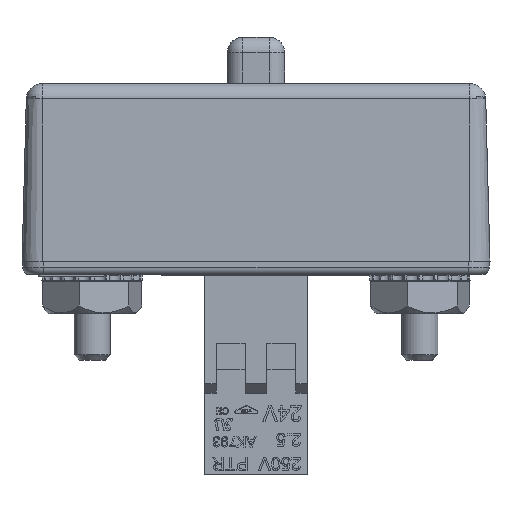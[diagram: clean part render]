
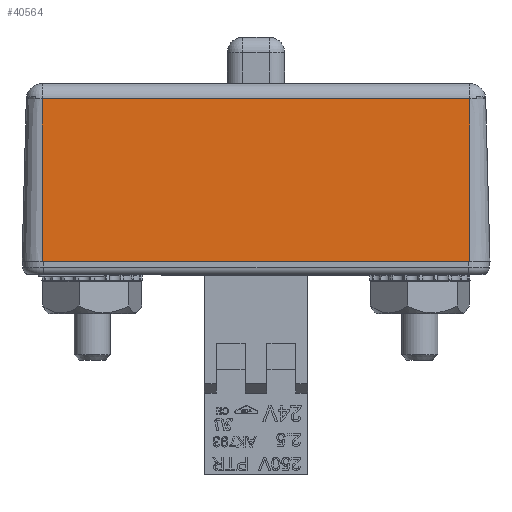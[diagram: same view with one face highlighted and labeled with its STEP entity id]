
A CAD part, left-side view. The second image highlights one B-rep face of the part: STEP entity #40564.
In plain terms, the highlighted face is planar.
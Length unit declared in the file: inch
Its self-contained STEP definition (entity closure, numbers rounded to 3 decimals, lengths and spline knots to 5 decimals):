
#391 = EDGE_CURVE ( 'NONE', #15388, #14097, #60634, .T. ) ;
#1531 = VERTEX_POINT ( 'NONE', #9842 ) ;
#1612 = CARTESIAN_POINT ( 'NONE',  ( -1.5625, 0., -0.815 ) ) ;
#1888 = ORIENTED_EDGE ( 'NONE', *, *, #391, .T. ) ;
#4354 = CARTESIAN_POINT ( 'NONE',  ( -1.5625, 0., 0.815 ) ) ;
#4494 = VECTOR ( 'NONE', #18574, 39.37008 ) ;
#8072 = VECTOR ( 'NONE', #67717, 39.37008 ) ;
#9666 = LINE ( 'NONE', #24602, #8072 ) ;
#9713 = EDGE_LOOP ( 'NONE', ( #24891, #1888, #10052, #20582 ) ) ;
#9842 = CARTESIAN_POINT ( 'NONE',  ( -1.58031, 0.68, -0.815 ) ) ;
#10052 = ORIENTED_EDGE ( 'NONE', *, *, #40386, .F. ) ;
#14097 = VERTEX_POINT ( 'NONE', #48005 ) ;
#15162 = DIRECTION ( 'NONE',  ( -1., -0.026, 0. ) ) ;
#15388 = VERTEX_POINT ( 'NONE', #38951 ) ;
#17527 = AXIS2_PLACEMENT_3D ( 'NONE', #4354, #15162, #52815 ) ;
#18574 = DIRECTION ( 'NONE',  ( 0., 0., 1. ) ) ;
#20582 = ORIENTED_EDGE ( 'NONE', *, *, #35419, .F. ) ;
#20773 = CARTESIAN_POINT ( 'NONE',  ( -1.56403, 0.05843, 0.815 ) ) ;
#24602 = CARTESIAN_POINT ( 'NONE',  ( -1.5625, 0., 0.815 ) ) ;
#24891 = ORIENTED_EDGE ( 'NONE', *, *, #28036, .T. ) ;
#26349 = LINE ( 'NONE', #36466, #4494 ) ;
#27926 = CARTESIAN_POINT ( 'NONE',  ( -1.58031, 0.68, 0.815 ) ) ;
#28036 = EDGE_CURVE ( 'NONE', #1531, #15388, #56678, .T. ) ;
#31957 = VERTEX_POINT ( 'NONE', #27926 ) ;
#35419 = EDGE_CURVE ( 'NONE', #1531, #31957, #26349, .T. ) ;
#36466 = CARTESIAN_POINT ( 'NONE',  ( -1.58031, 0.68, -0.815 ) ) ;
#38951 = CARTESIAN_POINT ( 'NONE',  ( -1.56403, 0.05843, -0.815 ) ) ;
#40386 = EDGE_CURVE ( 'NONE', #31957, #14097, #9666, .T. ) ;
#40564 = ADVANCED_FACE ( 'NONE', ( #52629 ), #58971, .T. ) ;
#42374 = VECTOR ( 'NONE', #44920, 39.37008 ) ;
#44920 = DIRECTION ( 'NONE',  ( 0.026, -1., 0. ) ) ;
#46301 = VECTOR ( 'NONE', #53498, 39.37008 ) ;
#48005 = CARTESIAN_POINT ( 'NONE',  ( -1.56403, 0.05843, 0.815 ) ) ;
#52629 = FACE_OUTER_BOUND ( 'NONE', #9713, .T. ) ;
#52815 = DIRECTION ( 'NONE',  ( 0.026, -1., 0. ) ) ;
#53498 = DIRECTION ( 'NONE',  ( 0., 0., 1. ) ) ;
#56678 = LINE ( 'NONE', #1612, #42374 ) ;
#58971 = PLANE ( 'NONE',  #17527 ) ;
#60634 = LINE ( 'NONE', #20773, #46301 ) ;
#67717 = DIRECTION ( 'NONE',  ( 0.026, -1., 0. ) ) ;
